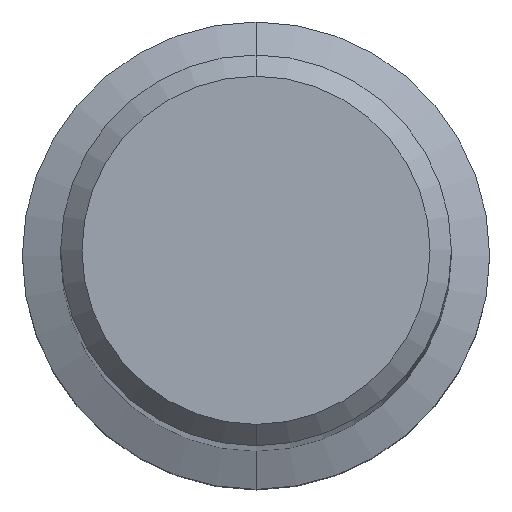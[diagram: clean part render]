
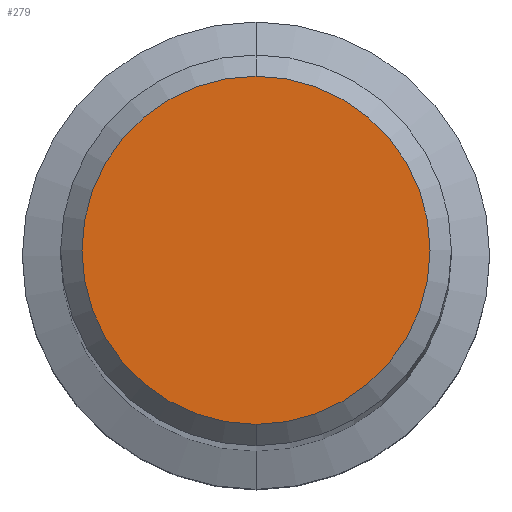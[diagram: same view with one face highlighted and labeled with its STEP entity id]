
A CAD part, top view. The second image highlights one B-rep face of the part: STEP entity #279.
In plain terms, the highlighted planar face has unit normal (0, 0, 1).
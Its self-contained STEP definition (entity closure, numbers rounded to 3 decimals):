
#265=EDGE_CURVE('',#355,#457,#627,.T.);
#269=EDGE_CURVE('',#457,#355,#631,.T.);
#279=ADVANCED_FACE('',(#641),#642,.T.);
#355=VERTEX_POINT('',#729);
#457=VERTEX_POINT('',#840);
#627=CIRCLE('',#1110,4.9);
#631=CIRCLE('',#1131,4.9);
#641=FACE_OUTER_BOUND('',#1150,.T.);
#642=PLANE('',#1151);
#729=CARTESIAN_POINT('',(0.,-4.9,0.0));
#840=CARTESIAN_POINT('',(0.0,4.9,0.0));
#1110=AXIS2_PLACEMENT_3D('',#1744,#1745,#1746);
#1131=AXIS2_PLACEMENT_3D('',#1747,#1748,#1749);
#1150=EDGE_LOOP('',(#1752,#1753));
#1151=AXIS2_PLACEMENT_3D('',#1754,#1755,#1756);
#1744=CARTESIAN_POINT('',(0.0,0.0,0.0));
#1745=DIRECTION('',(0.0,0.0,-1.0));
#1746=DIRECTION('',(0.0,1.0,0.0));
#1747=CARTESIAN_POINT('',(0.0,0.0,0.0));
#1748=DIRECTION('',(0.0,0.0,-1.0));
#1749=DIRECTION('',(0.0,1.0,0.0));
#1752=ORIENTED_EDGE('',*,*,#269,.F.);
#1753=ORIENTED_EDGE('',*,*,#265,.F.);
#1754=CARTESIAN_POINT('',(0.0,2.45,0.0));
#1755=DIRECTION('',(-0.0,0.0,1.0));
#1756=DIRECTION('',(0.0,-1.0,0.0));
